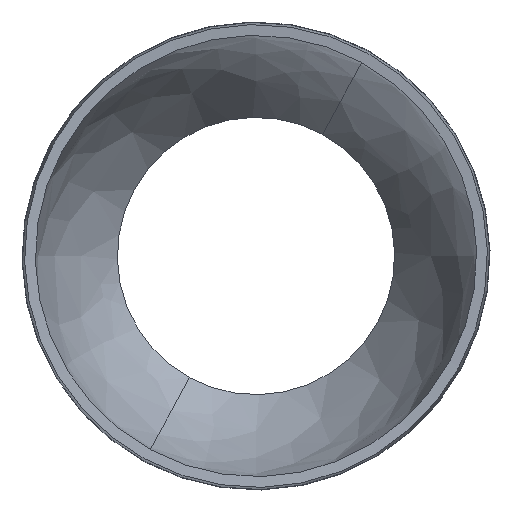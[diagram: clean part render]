
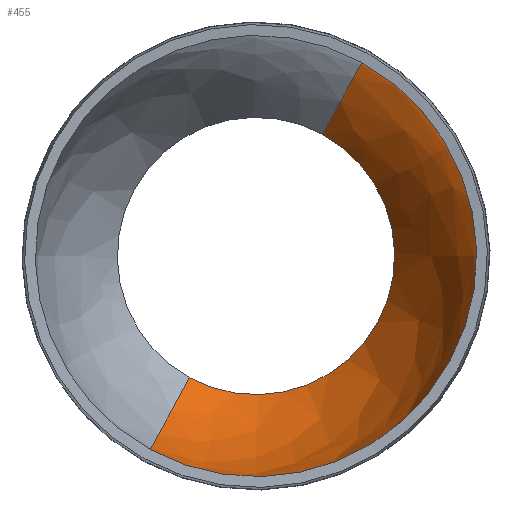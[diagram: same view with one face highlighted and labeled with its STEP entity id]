
A CAD part, front view. The second image highlights one B-rep face of the part: STEP entity #455.
In plain terms, the highlighted free-form (B-spline) face has degree [4, 2] with [5, 9] control points.
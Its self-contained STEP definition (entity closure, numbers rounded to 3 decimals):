
#83=FACE_OUTER_BOUND('',#113,.T.);
#113=EDGE_LOOP('',(#322,#323,#324,#325));
#139=B_SPLINE_CURVE_WITH_KNOTS('',4,(#922,#923,#924,#925,#926),
 .UNSPECIFIED.,.F.,.F.,(5,5),(80.686,133.868),
 .UNSPECIFIED.);
#140=B_SPLINE_CURVE_WITH_KNOTS('',4,(#929,#930,#931,#932,#933),
 .UNSPECIFIED.,.F.,.F.,(5,5),(80.686,133.868),
 .UNSPECIFIED.);
#154=CIRCLE('',#520,42.39);
#155=CIRCLE('',#521,26.328);
#195=VERTEX_POINT('',#871);
#196=VERTEX_POINT('',#873);
#197=VERTEX_POINT('',#921);
#198=VERTEX_POINT('',#927);
#241=EDGE_CURVE('',#196,#195,#154,.T.);
#242=EDGE_CURVE('',#196,#197,#139,.F.);
#243=EDGE_CURVE('',#197,#198,#155,.T.);
#244=EDGE_CURVE('',#195,#198,#140,.F.);
#322=ORIENTED_EDGE('',*,*,#241,.F.);
#323=ORIENTED_EDGE('',*,*,#242,.T.);
#324=ORIENTED_EDGE('',*,*,#243,.T.);
#325=ORIENTED_EDGE('',*,*,#244,.F.);
#412=(
BOUNDED_SURFACE()
B_SPLINE_SURFACE(4,2,((#876,#877,#878,#879,#880,#881,#882,#883,#884),(#885,
#886,#887,#888,#889,#890,#891,#892,#893),(#894,#895,#896,#897,#898,#899,
#900,#901,#902),(#903,#904,#905,#906,#907,#908,#909,#910,#911),(#912,#913,
#914,#915,#916,#917,#918,#919,#920)),.UNSPECIFIED.,.F.,.T.,.F.)
B_SPLINE_SURFACE_WITH_KNOTS((5,5),(3,2,2,2,3),(80.686,133.868),
(0.,1.571,3.142,4.712,6.283),
 .UNSPECIFIED.)
GEOMETRIC_REPRESENTATION_ITEM()
RATIONAL_B_SPLINE_SURFACE(((1.,0.707,1.,0.707,1.,
0.707,1.,0.707,1.),(1.,0.707,1.,0.707,
1.,0.707,1.,0.707,1.),(1.,0.707,1.,
0.707,1.,0.707,1.,0.707,1.),(1.,0.707,
1.,0.707,1.,0.707,1.,0.707,1.),(1.,
0.707,1.,0.707,1.,0.707,1.,0.707,
1.)))
REPRESENTATION_ITEM('')
SURFACE()
);
#455=ADVANCED_FACE('',(#83),#412,.T.);
#520=AXIS2_PLACEMENT_3D('',#875,#617,#618);
#521=AXIS2_PLACEMENT_3D('',#928,#619,#620);
#617=DIRECTION('center_axis',(0.,1.,0.));
#618=DIRECTION('ref_axis',(0.,0.,-1.));
#619=DIRECTION('center_axis',(0.,1.,0.));
#620=DIRECTION('ref_axis',(0.,0.,-1.));
#871=CARTESIAN_POINT('',(-20.323,-8.5,-37.201));
#873=CARTESIAN_POINT('',(20.323,-8.5,37.201));
#875=CARTESIAN_POINT('Origin',(0.,-8.5,0.));
#876=CARTESIAN_POINT('Ctrl Pts',(0.,41.296,26.328));
#877=CARTESIAN_POINT('Ctrl Pts',(-26.328,41.296,26.328));
#878=CARTESIAN_POINT('Ctrl Pts',(-26.328,41.296,0.));
#879=CARTESIAN_POINT('Ctrl Pts',(-26.328,41.296,-26.328));
#880=CARTESIAN_POINT('Ctrl Pts',(0.,41.296,-26.328));
#881=CARTESIAN_POINT('Ctrl Pts',(26.328,41.296,-26.328));
#882=CARTESIAN_POINT('Ctrl Pts',(26.328,41.296,0.));
#883=CARTESIAN_POINT('Ctrl Pts',(26.328,41.296,26.328));
#884=CARTESIAN_POINT('Ctrl Pts',(0.,41.296,26.328));
#885=CARTESIAN_POINT('Ctrl Pts',(0.,30.507,34.097));
#886=CARTESIAN_POINT('Ctrl Pts',(-34.097,30.507,34.097));
#887=CARTESIAN_POINT('Ctrl Pts',(-34.097,30.507,0.));
#888=CARTESIAN_POINT('Ctrl Pts',(-34.097,30.507,-34.097));
#889=CARTESIAN_POINT('Ctrl Pts',(0.,30.507,-34.097));
#890=CARTESIAN_POINT('Ctrl Pts',(34.097,30.507,-34.097));
#891=CARTESIAN_POINT('Ctrl Pts',(34.097,30.507,0.));
#892=CARTESIAN_POINT('Ctrl Pts',(34.097,30.507,34.097));
#893=CARTESIAN_POINT('Ctrl Pts',(0.,30.507,34.097));
#894=CARTESIAN_POINT('Ctrl Pts',(0.,18.096,39.623));
#895=CARTESIAN_POINT('Ctrl Pts',(-39.623,18.096,39.623));
#896=CARTESIAN_POINT('Ctrl Pts',(-39.623,18.096,0.));
#897=CARTESIAN_POINT('Ctrl Pts',(-39.623,18.096,-39.623));
#898=CARTESIAN_POINT('Ctrl Pts',(0.,18.096,-39.623));
#899=CARTESIAN_POINT('Ctrl Pts',(39.623,18.096,-39.623));
#900=CARTESIAN_POINT('Ctrl Pts',(39.623,18.096,0.));
#901=CARTESIAN_POINT('Ctrl Pts',(39.623,18.096,39.623));
#902=CARTESIAN_POINT('Ctrl Pts',(0.,18.096,39.623));
#903=CARTESIAN_POINT('Ctrl Pts',(0.,4.795,42.39));
#904=CARTESIAN_POINT('Ctrl Pts',(-42.39,4.795,42.39));
#905=CARTESIAN_POINT('Ctrl Pts',(-42.39,4.795,0.));
#906=CARTESIAN_POINT('Ctrl Pts',(-42.39,4.795,-42.39));
#907=CARTESIAN_POINT('Ctrl Pts',(0.,4.795,-42.39));
#908=CARTESIAN_POINT('Ctrl Pts',(42.39,4.795,-42.39));
#909=CARTESIAN_POINT('Ctrl Pts',(42.39,4.795,0.));
#910=CARTESIAN_POINT('Ctrl Pts',(42.39,4.795,42.39));
#911=CARTESIAN_POINT('Ctrl Pts',(0.,4.795,42.39));
#912=CARTESIAN_POINT('Ctrl Pts',(0.,-8.5,42.39));
#913=CARTESIAN_POINT('Ctrl Pts',(-42.39,-8.5,42.39));
#914=CARTESIAN_POINT('Ctrl Pts',(-42.39,-8.5,0.));
#915=CARTESIAN_POINT('Ctrl Pts',(-42.39,-8.5,-42.39));
#916=CARTESIAN_POINT('Ctrl Pts',(0.,-8.5,-42.39));
#917=CARTESIAN_POINT('Ctrl Pts',(42.39,-8.5,-42.39));
#918=CARTESIAN_POINT('Ctrl Pts',(42.39,-8.5,0.));
#919=CARTESIAN_POINT('Ctrl Pts',(42.39,-8.5,42.39));
#920=CARTESIAN_POINT('Ctrl Pts',(0.,-8.5,42.39));
#921=CARTESIAN_POINT('',(12.622,41.296,23.105));
#922=CARTESIAN_POINT('Ctrl Pts',(12.622,41.296,23.105));
#923=CARTESIAN_POINT('Ctrl Pts',(16.347,30.507,29.923));
#924=CARTESIAN_POINT('Ctrl Pts',(18.996,18.096,34.772));
#925=CARTESIAN_POINT('Ctrl Pts',(20.323,4.795,37.201));
#926=CARTESIAN_POINT('Ctrl Pts',(20.323,-8.5,37.201));
#927=CARTESIAN_POINT('',(-12.622,41.296,-23.105));
#928=CARTESIAN_POINT('Origin',(0.,41.296,0.));
#929=CARTESIAN_POINT('Ctrl Pts',(-12.622,41.296,-23.105));
#930=CARTESIAN_POINT('Ctrl Pts',(-16.347,30.507,-29.923));
#931=CARTESIAN_POINT('Ctrl Pts',(-18.996,18.096,-34.772));
#932=CARTESIAN_POINT('Ctrl Pts',(-20.323,4.795,-37.201));
#933=CARTESIAN_POINT('Ctrl Pts',(-20.323,-8.5,-37.201));
